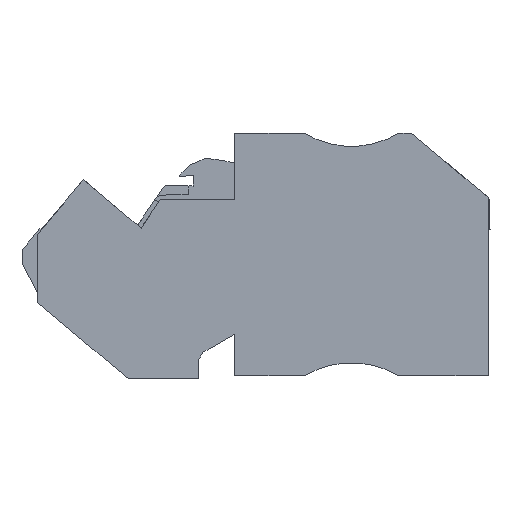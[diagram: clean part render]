
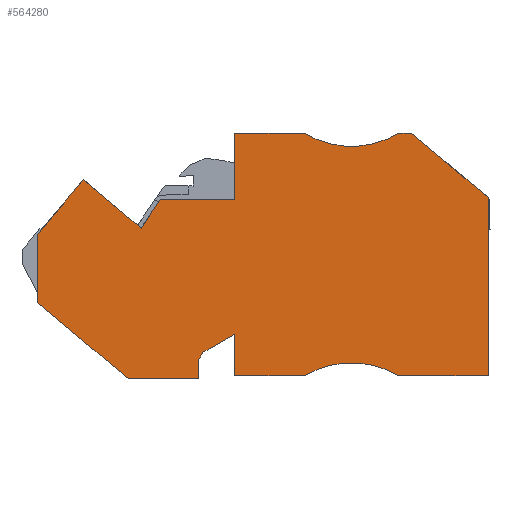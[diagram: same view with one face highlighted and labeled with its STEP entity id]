
A CAD part, left-side view. The second image highlights one B-rep face of the part: STEP entity #564280.
In plain terms, the highlighted face is planar.
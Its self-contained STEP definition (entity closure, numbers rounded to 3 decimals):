
#1850=CARTESIAN_POINT('',(456.412,690.234,
65.62));
#1860=VERTEX_POINT('',#1850);
#1890=CARTESIAN_POINT('',(456.354,690.32,
65.62));
#1900=DIRECTION('',(0.559,-0.829,
0.));
#1910=VECTOR('',#1900,1.);
#1920=LINE('',#1890,#1910);
#1930=CARTESIAN_POINT('',(458.498,687.141,
65.62));
#1940=VERTEX_POINT('',#1930);
#1950=EDGE_CURVE('',#1860,#1940,#1920,.T.);
#9870=CARTESIAN_POINT('',(430.261,670.934,
65.62));
#9880=VERTEX_POINT('',#9870);
#9910=CARTESIAN_POINT('',(437.769,670.934,
65.62));
#9920=DIRECTION('',(1.,0.,0.));
#9930=VECTOR('',#9920,1.);
#9940=LINE('',#9910,#9930);
#9950=CARTESIAN_POINT('',(420.453,670.934,
65.62));
#9960=VERTEX_POINT('',#9950);
#9970=EDGE_CURVE('',#9960,#9880,#9940,.T.);
#11070=CARTESIAN_POINT('',(405.269,697.534,
65.62));
#11080=DIRECTION('',(-1.,0.,0.));
#11090=VECTOR('',#11080,1.);
#11100=LINE('',#11070,#11090);
#11110=CARTESIAN_POINT('',(430.261,697.534,
65.62));
#11120=VERTEX_POINT('',#11110);
#11130=CARTESIAN_POINT('',(428.853,697.534,
65.62));
#11140=VERTEX_POINT('',#11130);
#11150=EDGE_CURVE('',#11120,#11140,#11100,.T.);
#120220=CARTESIAN_POINT('',(469.853,703.819,
65.62));
#120230=DIRECTION('',(0.,1.,0.));
#120240=VECTOR('',#120230,1.);
#120250=LINE('',#120220,#120240);
#120260=CARTESIAN_POINT('',(469.853,678.981,
65.62));
#120270=VERTEX_POINT('',#120260);
#120280=CARTESIAN_POINT('',(469.853,686.448,
65.62));
#120290=VERTEX_POINT('',#120280);
#120300=EDGE_CURVE('',#120270,#120290,#120250,.T.);
#153230=CARTESIAN_POINT('',(452.153,686.119,
65.62));
#153240=DIRECTION('',(0.,-1.,0.));
#153250=VECTOR('',#153240,1.);
#153260=LINE('',#153230,#153250);
#153270=CARTESIAN_POINT('',(452.153,672.756,
65.62));
#153280=VERTEX_POINT('',#153270);
#153290=CARTESIAN_POINT('',(452.153,670.634,
65.62));
#153300=VERTEX_POINT('',#153290);
#153310=EDGE_CURVE('',#153280,#153300,#153260,.T.);
#275630=CARTESIAN_POINT('',(448.253,697.534,
65.62));
#275640=VERTEX_POINT('',#275630);
#275670=CARTESIAN_POINT('',(448.253,682.219,
65.62));
#275680=DIRECTION('',(0.,1.,0.));
#275690=VECTOR('',#275680,1.);
#275700=LINE('',#275670,#275690);
#275710=CARTESIAN_POINT('',(448.253,690.234,
65.62));
#275720=VERTEX_POINT('',#275710);
#275730=EDGE_CURVE('',#275720,#275640,#275700,.T.);
#280400=CARTESIAN_POINT('',(431.869,670.934,
65.62));
#280410=DIRECTION('',(-1.,0.,0.));
#280420=VECTOR('',#280410,1.);
#280430=LINE('',#280400,#280420);
#280440=CARTESIAN_POINT('',(448.253,670.934,
65.62));
#280450=VERTEX_POINT('',#280440);
#280460=CARTESIAN_POINT('',(440.591,670.934,
65.62));
#280470=VERTEX_POINT('',#280460);
#280480=EDGE_CURVE('',#280450,#280470,#280430,.T.);
#334920=CARTESIAN_POINT('',(435.426,706.097,
65.62));
#334930=DIRECTION('',(0.,0.,1.));
#334940=DIRECTION('',(-0.707,0.707,
0.));
#334950=AXIS2_PLACEMENT_3D('',#334920,#334930,#334940);
#334960=CIRCLE('',#334950,10.);
#334970=CARTESIAN_POINT('',(440.591,697.534,
65.62));
#334980=VERTEX_POINT('',#334970);
#334990=EDGE_CURVE('',#11120,#334980,#334960,.T.);
#349340=CARTESIAN_POINT('',(420.453,686.45,
65.62));
#349350=DIRECTION('',(0.,-1.,0.));
#349360=VECTOR('',#349350,1.);
#349370=LINE('',#349340,#349360);
#349380=CARTESIAN_POINT('',(420.453,690.486,
65.62));
#349390=VERTEX_POINT('',#349380);
#349400=EDGE_CURVE('',#349390,#9960,#349370,.T.);
#386920=CARTESIAN_POINT('',(412.569,690.234,
65.62));
#386930=DIRECTION('',(1.,0.,0.));
#386940=VECTOR('',#386930,1.);
#386950=LINE('',#386920,#386940);
#386960=EDGE_CURVE('',#275720,#1860,#386950,.T.);
#411670=CARTESIAN_POINT('',(416.029,686.774,
65.62));
#411680=DIRECTION('',(-0.766,-0.643,
0.));
#411690=VECTOR('',#411680,1.);
#411700=LINE('',#411670,#411690);
#411710=EDGE_CURVE('',#11140,#349390,#411700,.T.);
#415920=CARTESIAN_POINT('',(435.426,662.371,
65.62));
#415930=DIRECTION('',(0.,0.,1.));
#415940=DIRECTION('',(-0.707,0.707,
0.));
#415950=AXIS2_PLACEMENT_3D('',#415920,#415930,#415940);
#415960=CIRCLE('',#415950,10.);
#415970=EDGE_CURVE('',#280470,#9880,#415960,.T.);
#472640=CARTESIAN_POINT('',(448.253,675.508,
65.62));
#472650=VERTEX_POINT('',#472640);
#472700=EDGE_CURVE('',#280450,#472650,#275700,.T.);
#499300=CARTESIAN_POINT('',(405.269,697.534,
65.62));
#499310=DIRECTION('',(1.,0.,0.));
#499320=VECTOR('',#499310,1.);
#499330=LINE('',#499300,#499320);
#499340=EDGE_CURVE('',#334980,#275640,#499330,.T.);
#521290=CARTESIAN_POINT('',(443.999,677.964,
65.62));
#521300=DIRECTION('',(0.866,-0.5,
0.));
#521310=VECTOR('',#521300,1.);
#521320=LINE('',#521290,#521310);
#521330=CARTESIAN_POINT('',(451.72,673.506,
65.62));
#521340=VERTEX_POINT('',#521330);
#521350=EDGE_CURVE('',#472650,#521340,#521320,.T.);
#523720=CARTESIAN_POINT('',(464.82,692.446,
65.62));
#523730=VERTEX_POINT('',#523720);
#523760=CARTESIAN_POINT('',(461.928,695.893,
65.62));
#523770=DIRECTION('',(-0.643,0.766,
0.));
#523780=VECTOR('',#523770,1.);
#523790=LINE('',#523760,#523780);
#523800=EDGE_CURVE('',#120290,#523730,#523790,.T.);
#525650=CARTESIAN_POINT('',(444.824,657.979,
65.62));
#525660=DIRECTION('',(-0.766,-0.643,
0.));
#525670=VECTOR('',#525660,1.);
#525680=LINE('',#525650,#525670);
#525690=CARTESIAN_POINT('',(459.906,670.634,
65.62));
#525700=VERTEX_POINT('',#525690);
#525710=EDGE_CURVE('',#120270,#525700,#525680,.T.);
#530910=CARTESIAN_POINT('',(432.169,670.634,
65.62));
#530920=DIRECTION('',(1.,0.,0.));
#530930=VECTOR('',#530920,1.);
#530940=LINE('',#530910,#530930);
#530950=EDGE_CURVE('',#153300,#525700,#530940,.T.);
#563910=CARTESIAN_POINT('',(434.419,672.484,
65.62));
#563920=DIRECTION('',(0.,0.,1.));
#563930=DIRECTION('',(0.707,-0.707,
0.));
#563940=AXIS2_PLACEMENT_3D('',#563910,#563920,#563930);
#563950=PLANE('',#563940);
#563960=ORIENTED_EDGE('',*,*,#523800,.F.);
#563970=CARTESIAN_POINT('',(435.206,667.597,
65.62));
#563980=DIRECTION('',(0.766,0.643,
0.));
#563990=VECTOR('',#563980,1.);
#564000=LINE('',#563970,#563990);
#564010=EDGE_CURVE('',#1940,#523730,#564000,.T.);
#564020=ORIENTED_EDGE('',*,*,#564010,.T.);
#564030=ORIENTED_EDGE('',*,*,#1950,.T.);
#564040=ORIENTED_EDGE('',*,*,#386960,.T.);
#564050=ORIENTED_EDGE('',*,*,#275730,.F.);
#564060=ORIENTED_EDGE('',*,*,#499340,.T.);
#564070=ORIENTED_EDGE('',*,*,#334990,.T.);
#564080=ORIENTED_EDGE('',*,*,#11150,.F.);
#564090=ORIENTED_EDGE('',*,*,#411710,.F.);
#564100=ORIENTED_EDGE('',*,*,#349400,.F.);
#564110=ORIENTED_EDGE('',*,*,#9970,.F.);
#564120=ORIENTED_EDGE('',*,*,#415970,.T.);
#564130=ORIENTED_EDGE('',*,*,#280480,.T.);
#564140=ORIENTED_EDGE('',*,*,#472700,.F.);
#564150=ORIENTED_EDGE('',*,*,#521350,.F.);
#564160=CARTESIAN_POINT('',(447.262,681.228,
65.62));
#564170=DIRECTION('',(0.5,-0.866,
0.));
#564180=VECTOR('',#564170,1.);
#564190=LINE('',#564160,#564180);
#564200=EDGE_CURVE('',#521340,#153280,#564190,.T.);
#564210=ORIENTED_EDGE('',*,*,#564200,.F.);
#564220=ORIENTED_EDGE('',*,*,#153310,.F.);
#564230=ORIENTED_EDGE('',*,*,#530950,.F.);
#564240=ORIENTED_EDGE('',*,*,#525710,.T.);
#564250=ORIENTED_EDGE('',*,*,#120300,.F.);
#564260=EDGE_LOOP('',(#564250,#564240,#564230,#564220,#564210,#564150,
#564140,#564130,#564120,#564110,#564100,#564090,#564080,#564070,#564060,
#564050,#564040,#564030,#564020,#563960));
#564270=FACE_OUTER_BOUND('',#564260,.T.);
#564280=ADVANCED_FACE('',(#564270),#563950,.F.);
